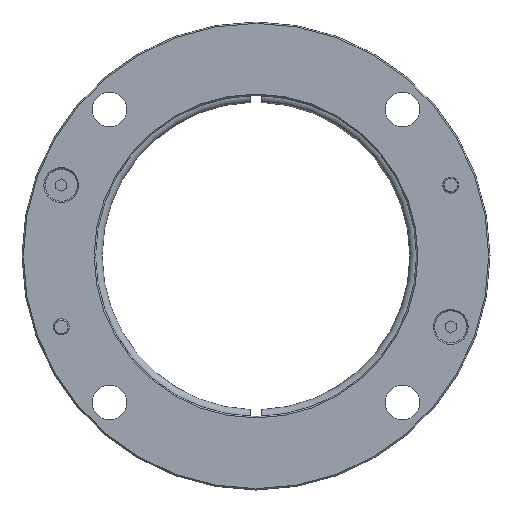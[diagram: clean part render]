
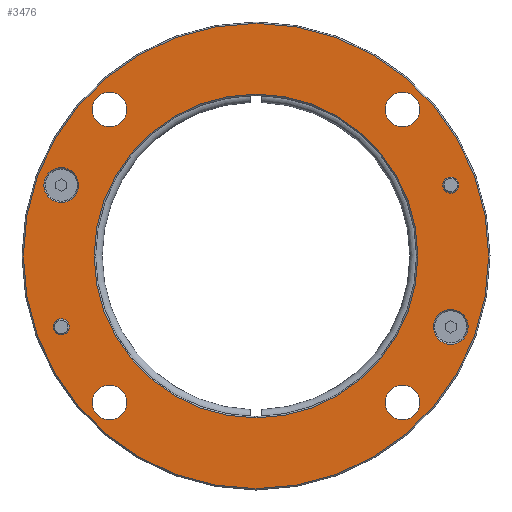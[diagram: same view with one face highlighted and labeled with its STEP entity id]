
A CAD part, front view. The second image highlights one B-rep face of the part: STEP entity #3476.
In plain terms, the highlighted face is planar.
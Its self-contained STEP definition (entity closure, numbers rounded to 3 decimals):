
#233=FACE_BOUND('',#560,.T.);
#234=FACE_BOUND('',#561,.T.);
#235=FACE_BOUND('',#562,.T.);
#236=FACE_BOUND('',#563,.T.);
#237=FACE_BOUND('',#564,.T.);
#238=FACE_BOUND('',#565,.T.);
#239=FACE_BOUND('',#566,.T.);
#240=FACE_BOUND('',#567,.T.);
#241=FACE_BOUND('',#568,.T.);
#268=PLANE('',#3740);
#372=FACE_OUTER_BOUND('',#559,.T.);
#559=EDGE_LOOP('',(#2304));
#560=EDGE_LOOP('',(#2305));
#561=EDGE_LOOP('',(#2306));
#562=EDGE_LOOP('',(#2307));
#563=EDGE_LOOP('',(#2308));
#564=EDGE_LOOP('',(#2309));
#565=EDGE_LOOP('',(#2310));
#566=EDGE_LOOP('',(#2311));
#567=EDGE_LOOP('',(#2312));
#568=EDGE_LOOP('',(#2313));
#1426=CIRCLE('',#3738,6.5);
#1428=CIRCLE('',#3741,87.);
#1429=CIRCLE('',#3742,6.5);
#1430=CIRCLE('',#3743,3.);
#1431=CIRCLE('',#3744,3.);
#1432=CIRCLE('',#3745,6.5);
#1433=CIRCLE('',#3746,6.5);
#1434=CIRCLE('',#3747,6.5);
#1435=CIRCLE('',#3748,6.5);
#1436=CIRCLE('',#3749,60.5);
#1476=VERTEX_POINT('',#4619);
#1478=VERTEX_POINT('',#4625);
#1479=VERTEX_POINT('',#4627);
#1480=VERTEX_POINT('',#4629);
#1481=VERTEX_POINT('',#4631);
#1482=VERTEX_POINT('',#4633);
#1483=VERTEX_POINT('',#4635);
#1484=VERTEX_POINT('',#4637);
#1485=VERTEX_POINT('',#4639);
#1486=VERTEX_POINT('',#4641);
#1805=EDGE_CURVE('',#1476,#1476,#1426,.T.);
#1808=EDGE_CURVE('',#1478,#1478,#1428,.T.);
#1809=EDGE_CURVE('',#1479,#1479,#1429,.T.);
#1810=EDGE_CURVE('',#1480,#1480,#1430,.T.);
#1811=EDGE_CURVE('',#1481,#1481,#1431,.T.);
#1812=EDGE_CURVE('',#1482,#1482,#1432,.T.);
#1813=EDGE_CURVE('',#1483,#1483,#1433,.T.);
#1814=EDGE_CURVE('',#1484,#1484,#1434,.T.);
#1815=EDGE_CURVE('',#1485,#1485,#1435,.T.);
#1816=EDGE_CURVE('',#1486,#1486,#1436,.T.);
#2304=ORIENTED_EDGE('',*,*,#1808,.F.);
#2305=ORIENTED_EDGE('',*,*,#1809,.F.);
#2306=ORIENTED_EDGE('',*,*,#1810,.T.);
#2307=ORIENTED_EDGE('',*,*,#1811,.T.);
#2308=ORIENTED_EDGE('',*,*,#1812,.T.);
#2309=ORIENTED_EDGE('',*,*,#1813,.T.);
#2310=ORIENTED_EDGE('',*,*,#1814,.T.);
#2311=ORIENTED_EDGE('',*,*,#1815,.T.);
#2312=ORIENTED_EDGE('',*,*,#1816,.F.);
#2313=ORIENTED_EDGE('',*,*,#1805,.F.);
#3476=ADVANCED_FACE('',(#372,#233,#234,#235,#236,#237,#238,#239,#240,#241),
#268,.T.);
#3738=AXIS2_PLACEMENT_3D('',#4620,#3927,#3928);
#3740=AXIS2_PLACEMENT_3D('',#4624,#3932,#3933);
#3741=AXIS2_PLACEMENT_3D('',#4626,#3934,#3935);
#3742=AXIS2_PLACEMENT_3D('',#4628,#3936,#3937);
#3743=AXIS2_PLACEMENT_3D('',#4630,#3938,#3939);
#3744=AXIS2_PLACEMENT_3D('',#4632,#3940,#3941);
#3745=AXIS2_PLACEMENT_3D('',#4634,#3942,#3943);
#3746=AXIS2_PLACEMENT_3D('',#4636,#3944,#3945);
#3747=AXIS2_PLACEMENT_3D('',#4638,#3946,#3947);
#3748=AXIS2_PLACEMENT_3D('',#4640,#3948,#3949);
#3749=AXIS2_PLACEMENT_3D('',#4642,#3950,#3951);
#3927=DIRECTION('center_axis',(0.,1.,0.));
#3928=DIRECTION('ref_axis',(1.,0.,0.));
#3932=DIRECTION('center_axis',(0.,1.,0.));
#3933=DIRECTION('ref_axis',(0.,0.,1.));
#3934=DIRECTION('center_axis',(0.,-1.,0.));
#3935=DIRECTION('ref_axis',(1.,0.,0.));
#3936=DIRECTION('center_axis',(0.,1.,0.));
#3937=DIRECTION('ref_axis',(1.,0.,0.));
#3938=DIRECTION('center_axis',(0.,-1.,0.));
#3939=DIRECTION('ref_axis',(1.,0.,0.));
#3940=DIRECTION('center_axis',(0.,-1.,0.));
#3941=DIRECTION('ref_axis',(1.,0.,0.));
#3942=DIRECTION('center_axis',(0.,-1.,0.));
#3943=DIRECTION('ref_axis',(-1.,0.,0.));
#3944=DIRECTION('center_axis',(0.,-1.,0.));
#3945=DIRECTION('ref_axis',(-1.,0.,0.));
#3946=DIRECTION('center_axis',(0.,-1.,0.));
#3947=DIRECTION('ref_axis',(-1.,0.,0.));
#3948=DIRECTION('center_axis',(0.,-1.,0.));
#3949=DIRECTION('ref_axis',(-1.,0.,0.));
#3950=DIRECTION('center_axis',(0.,1.,0.));
#3951=DIRECTION('ref_axis',(1.,0.,0.));
#4619=CARTESIAN_POINT('',(66.326,9.,26.507));
#4620=CARTESIAN_POINT('Origin',(72.826,9.,26.507));
#4624=CARTESIAN_POINT('Origin',(-73.75,9.,0.));
#4625=CARTESIAN_POINT('',(-87.,9.,0.));
#4626=CARTESIAN_POINT('Origin',(0.,9.,0.));
#4627=CARTESIAN_POINT('',(-79.326,9.,-26.507));
#4628=CARTESIAN_POINT('Origin',(-72.826,9.,-26.507));
#4629=CARTESIAN_POINT('',(69.826,9.,-26.507));
#4630=CARTESIAN_POINT('Origin',(72.826,9.,-26.507));
#4631=CARTESIAN_POINT('',(-75.826,9.,26.507));
#4632=CARTESIAN_POINT('Origin',(-72.826,9.,26.507));
#4633=CARTESIAN_POINT('',(-48.301,9.,-54.801));
#4634=CARTESIAN_POINT('Origin',(-54.801,9.,-54.801));
#4635=CARTESIAN_POINT('',(61.301,9.,-54.801));
#4636=CARTESIAN_POINT('Origin',(54.801,9.,-54.801));
#4637=CARTESIAN_POINT('',(-48.301,9.,54.801));
#4638=CARTESIAN_POINT('Origin',(-54.801,9.,54.801));
#4639=CARTESIAN_POINT('',(61.301,9.,54.801));
#4640=CARTESIAN_POINT('Origin',(54.801,9.,54.801));
#4641=CARTESIAN_POINT('',(-60.5,9.,0.));
#4642=CARTESIAN_POINT('Origin',(0.,9.,0.));
